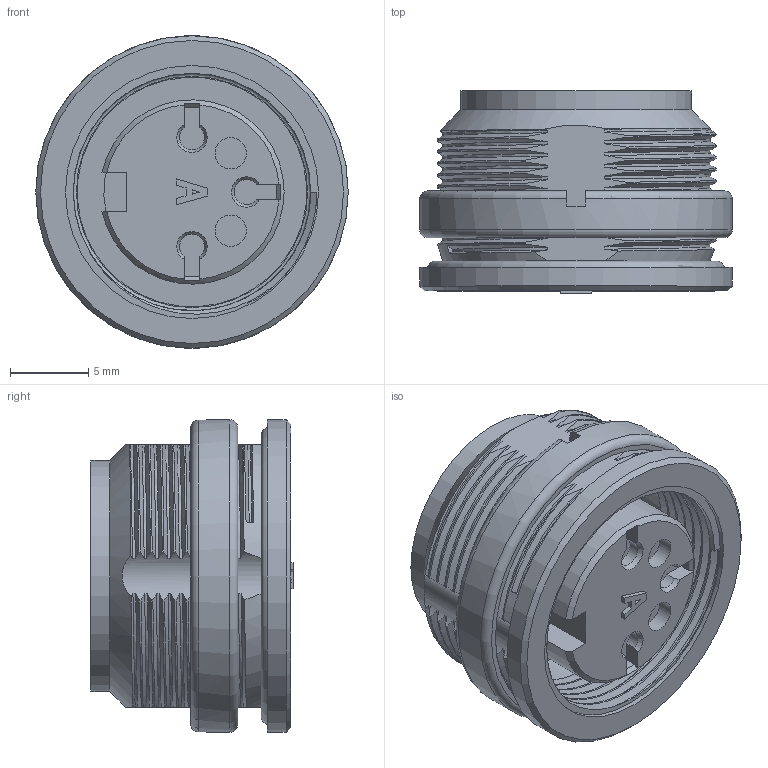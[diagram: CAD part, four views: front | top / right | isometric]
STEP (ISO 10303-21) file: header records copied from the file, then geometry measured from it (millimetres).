
FILE_DESCRIPTION(/* description */ (''),/* implementation_level */ '2;1');
FILE_NAME(/* name */ 'c091 11n003 000 2nxc001-02.stp',/* time_stamp */ '2019-07-08T13:19:07+02:00',/* author */ (''),/* organization */ (''),/* preprocessor_version */ 'ST-DEVELOPER v16.7',/* originating_system */ 'SIEMENS PLM Software NX 12.0',/* authorisation */ '');
FILE_SCHEMA (('AUTOMOTIVE_DESIGN { 1 0 10303 214 3 1 1 1 }'));
Length unit declared in the file: millimetre
Products named in the file (1): c091 11n003 000 2nxc001-02
Bounding box: 20 x 12.95 x 20 mm (x, y, z)
Volume: 2379.1 mm3; surface area: 3413.1 mm2
Topology: 2 solids, 2 shells, 336 faces, 987 edges, 648 vertices
Faces by surface type: plane 124, cylinder 109, bspline 81, cone 14, torus 8
Full cylindrical faces by diameter (mm): 2 x2, 11.3 x1, 13.1 x1, 14.7 x1, 14.8 x1, 15.2 x6, 16.2 x1, 18.3 x1, 19.2 x1, 20 x2
Entity records: 28450 total; most frequent: CARTESIAN_POINT 19870, ORIENTED_EDGE 1872, DIRECTION 1193, EDGE_CURVE 936, VERTEX_POINT 626, LINE 413, VECTOR 413, AXIS2_PLACEMENT_3D 390
